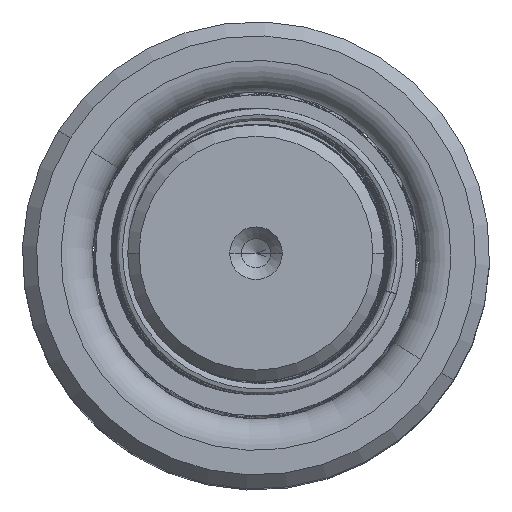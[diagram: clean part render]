
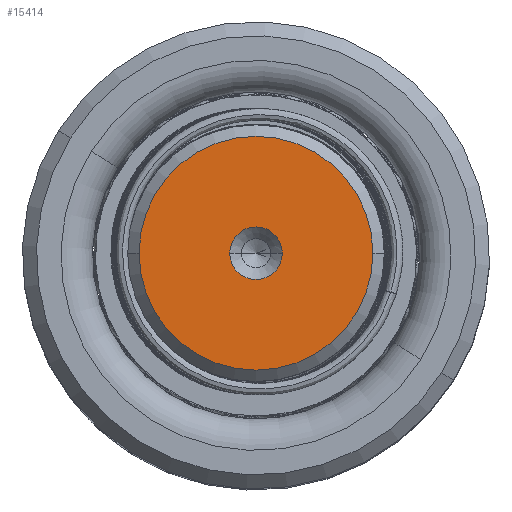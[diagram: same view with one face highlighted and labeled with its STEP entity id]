
A CAD part, top view. The second image highlights one B-rep face of the part: STEP entity #15414.
In plain terms, the highlighted planar face has unit normal (0, 0, 1).
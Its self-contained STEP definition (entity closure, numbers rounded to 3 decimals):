
#1503 = DIRECTION ( 'NONE',  ( 1., 0., 0. ) ) ;
#5161 = CARTESIAN_POINT ( 'NONE',  ( -10.009, 0., 170. ) ) ;
#5192 = CARTESIAN_POINT ( 'NONE',  ( 2.25, 0., 170. ) ) ;
#6542 = VERTEX_POINT ( 'NONE', #5192 ) ;
#9170 = AXIS2_PLACEMENT_3D ( 'NONE', #24588, #29095, #28319 ) ;
#13033 = FACE_BOUND ( 'NONE', #31080, .T. ) ;
#13719 = AXIS2_PLACEMENT_3D ( 'NONE', #15601, #33902, #24651 ) ;
#15040 = VERTEX_POINT ( 'NONE', #35758 ) ;
#15414 = ADVANCED_FACE ( 'NONE', ( #13033, #45481 ), #55363, .T. ) ;
#15601 = CARTESIAN_POINT ( 'NONE',  ( 0., 0., 170. ) ) ;
#17698 = DIRECTION ( 'NONE',  ( 1., 0., 0. ) ) ;
#17882 = EDGE_CURVE ( 'NONE', #6542, #32620, #50395, .T. ) ;
#17992 = EDGE_LOOP ( 'NONE', ( #19576, #53303 ) ) ;
#19282 = EDGE_CURVE ( 'NONE', #32620, #6542, #40409, .T. ) ;
#19576 = ORIENTED_EDGE ( 'NONE', *, *, #53913, .T. ) ;
#22906 = EDGE_CURVE ( 'NONE', #15040, #54997, #25536, .T. ) ;
#24588 = CARTESIAN_POINT ( 'NONE',  ( 0., 0., 170. ) ) ;
#24651 = DIRECTION ( 'NONE',  ( 1., 0., 0. ) ) ;
#25536 = CIRCLE ( 'NONE', #48174, 10.009 ) ;
#25550 = CIRCLE ( 'NONE', #55584, 10.009 ) ;
#28319 = DIRECTION ( 'NONE',  ( 1., 0., 0. ) ) ;
#29095 = DIRECTION ( 'NONE',  ( 0., 0., 1. ) ) ;
#30576 = CARTESIAN_POINT ( 'NONE',  ( 0., 0., 170. ) ) ;
#31080 = EDGE_LOOP ( 'NONE', ( #56658, #52415 ) ) ;
#31492 = AXIS2_PLACEMENT_3D ( 'NONE', #55442, #33146, #1503 ) ;
#32620 = VERTEX_POINT ( 'NONE', #41005 ) ;
#33146 = DIRECTION ( 'NONE',  ( 0., 0., 1. ) ) ;
#33902 = DIRECTION ( 'NONE',  ( 0., 0., 1. ) ) ;
#35758 = CARTESIAN_POINT ( 'NONE',  ( 10.009, 0., 170. ) ) ;
#36395 = CARTESIAN_POINT ( 'NONE',  ( 0., 0., 170. ) ) ;
#40409 = CIRCLE ( 'NONE', #31492, 2.25 ) ;
#41005 = CARTESIAN_POINT ( 'NONE',  ( -2.25, 0., 170. ) ) ;
#44689 = DIRECTION ( 'NONE',  ( 0., 0., 1. ) ) ;
#45481 = FACE_OUTER_BOUND ( 'NONE', #17992, .T. ) ;
#48174 = AXIS2_PLACEMENT_3D ( 'NONE', #30576, #53259, #57804 ) ;
#50395 = CIRCLE ( 'NONE', #13719, 2.25 ) ;
#52415 = ORIENTED_EDGE ( 'NONE', *, *, #19282, .F. ) ;
#53259 = DIRECTION ( 'NONE',  ( 0., 0., 1. ) ) ;
#53303 = ORIENTED_EDGE ( 'NONE', *, *, #22906, .T. ) ;
#53913 = EDGE_CURVE ( 'NONE', #54997, #15040, #25550, .T. ) ;
#54997 = VERTEX_POINT ( 'NONE', #5161 ) ;
#55363 = PLANE ( 'NONE',  #9170 ) ;
#55442 = CARTESIAN_POINT ( 'NONE',  ( 0., 0., 170. ) ) ;
#55584 = AXIS2_PLACEMENT_3D ( 'NONE', #36395, #44689, #17698 ) ;
#56658 = ORIENTED_EDGE ( 'NONE', *, *, #17882, .F. ) ;
#57804 = DIRECTION ( 'NONE',  ( 1., 0., 0. ) ) ;
